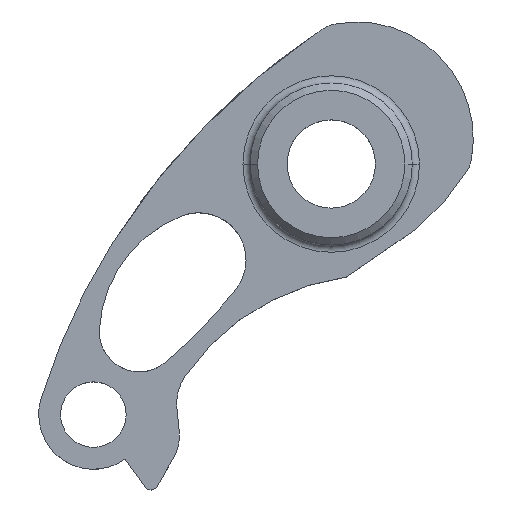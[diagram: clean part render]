
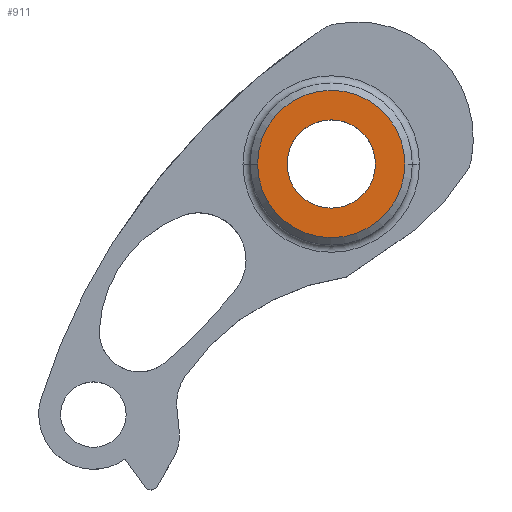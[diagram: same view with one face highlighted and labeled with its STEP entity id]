
A CAD part, top view. The second image highlights one B-rep face of the part: STEP entity #911.
In plain terms, the highlighted planar face has unit normal (0, 0, 1).
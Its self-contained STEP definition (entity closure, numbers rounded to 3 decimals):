
#51 = ORIENTED_EDGE ( 'NONE', *, *, #1303, .F. ) ;
#67 = DIRECTION ( 'NONE',  ( 1., 0., 0. ) ) ;
#74 = EDGE_LOOP ( 'NONE', ( #839, #955 ) ) ;
#158 = DIRECTION ( 'NONE',  ( 0., 0., 1. ) ) ;
#168 = VERTEX_POINT ( 'NONE', #732 ) ;
#197 = CARTESIAN_POINT ( 'NONE',  ( 0., 0., 19.4 ) ) ;
#279 = VERTEX_POINT ( 'NONE', #1029 ) ;
#294 = FACE_OUTER_BOUND ( 'NONE', #74, .T. ) ;
#298 = CARTESIAN_POINT ( 'NONE',  ( 0., 0., 19.4 ) ) ;
#330 = CARTESIAN_POINT ( 'NONE',  ( 6.063, 0., 19.4 ) ) ;
#345 = CIRCLE ( 'NONE', #1549, 6.063 ) ;
#351 = CIRCLE ( 'NONE', #1640, 10.115 ) ;
#398 = VERTEX_POINT ( 'NONE', #978 ) ;
#400 = DIRECTION ( 'NONE',  ( 0., 0., 1. ) ) ;
#438 = DIRECTION ( 'NONE',  ( 1., 0., 0. ) ) ;
#573 = CARTESIAN_POINT ( 'NONE',  ( 0., 0., 19.4 ) ) ;
#638 = EDGE_LOOP ( 'NONE', ( #721, #51 ) ) ;
#721 = ORIENTED_EDGE ( 'NONE', *, *, #775, .F. ) ;
#732 = CARTESIAN_POINT ( 'NONE',  ( -10.115, 0., 19.4 ) ) ;
#756 = CIRCLE ( 'NONE', #1523, 6.063 ) ;
#775 = EDGE_CURVE ( 'NONE', #279, #1469, #345, .T. ) ;
#839 = ORIENTED_EDGE ( 'NONE', *, *, #1171, .T. ) ;
#891 = DIRECTION ( 'NONE',  ( 1., 0., 0. ) ) ;
#911 = ADVANCED_FACE ( 'NONE', ( #294, #1340 ), #1602, .T. ) ;
#955 = ORIENTED_EDGE ( 'NONE', *, *, #1073, .T. ) ;
#978 = CARTESIAN_POINT ( 'NONE',  ( 10.115, 0., 19.4 ) ) ;
#980 = DIRECTION ( 'NONE',  ( 0., 0., 1. ) ) ;
#1029 = CARTESIAN_POINT ( 'NONE',  ( -6.063, 0., 19.4 ) ) ;
#1039 = DIRECTION ( 'NONE',  ( 1., 0., 0. ) ) ;
#1073 = EDGE_CURVE ( 'NONE', #398, #168, #351, .T. ) ;
#1105 = CARTESIAN_POINT ( 'NONE',  ( 0., 0., 19.4 ) ) ;
#1165 = DIRECTION ( 'NONE',  ( 1., 0., 0. ) ) ;
#1171 = EDGE_CURVE ( 'NONE', #168, #398, #1543, .T. ) ;
#1194 = CARTESIAN_POINT ( 'NONE',  ( 0., 0., 19.4 ) ) ;
#1234 = AXIS2_PLACEMENT_3D ( 'NONE', #573, #1354, #438 ) ;
#1266 = AXIS2_PLACEMENT_3D ( 'NONE', #298, #400, #891 ) ;
#1303 = EDGE_CURVE ( 'NONE', #1469, #279, #756, .T. ) ;
#1338 = DIRECTION ( 'NONE',  ( 0., 0., 1. ) ) ;
#1340 = FACE_BOUND ( 'NONE', #638, .T. ) ;
#1354 = DIRECTION ( 'NONE',  ( 0., 0., 1. ) ) ;
#1469 = VERTEX_POINT ( 'NONE', #330 ) ;
#1523 = AXIS2_PLACEMENT_3D ( 'NONE', #1105, #158, #1039 ) ;
#1543 = CIRCLE ( 'NONE', #1234, 10.115 ) ;
#1549 = AXIS2_PLACEMENT_3D ( 'NONE', #1194, #1338, #1165 ) ;
#1602 = PLANE ( 'NONE',  #1266 ) ;
#1640 = AXIS2_PLACEMENT_3D ( 'NONE', #197, #980, #67 ) ;
